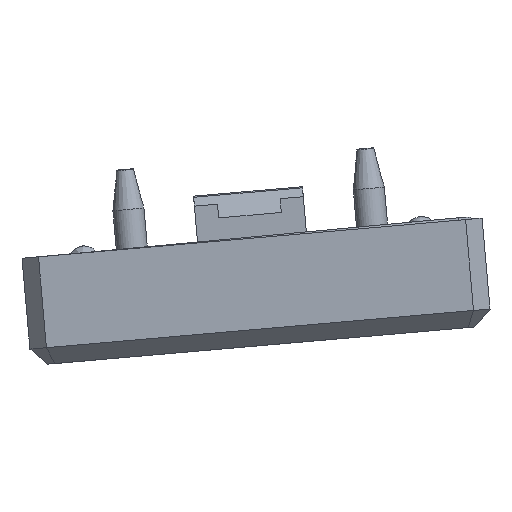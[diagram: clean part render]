
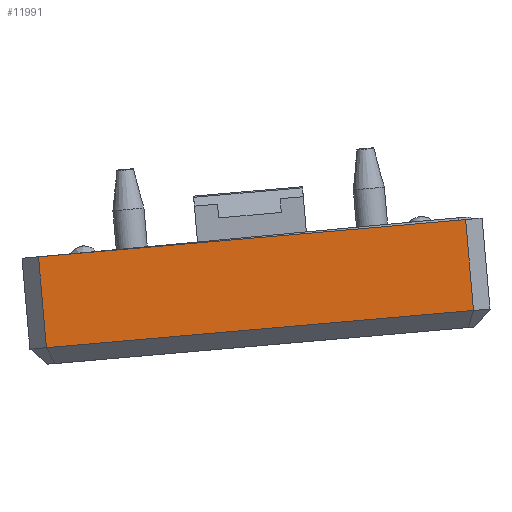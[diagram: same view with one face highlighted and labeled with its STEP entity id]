
A CAD part, left-side view. The second image highlights one B-rep face of the part: STEP entity #11991.
In plain terms, the highlighted planar face has unit normal (-1, 0, 0).
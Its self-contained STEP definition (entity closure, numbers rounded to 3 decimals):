
#435=LINE('',#17834,#1547);
#438=LINE('',#17840,#1550);
#441=LINE('',#17846,#1553);
#442=LINE('',#17847,#1554);
#1547=VECTOR('',#14292,10.);
#1550=VECTOR('',#14299,10.);
#1553=VECTOR('',#14304,10.);
#1554=VECTOR('',#14305,10.);
#2614=PLANE('',#12839);
#3461=FACE_OUTER_BOUND('',#4234,.T.);
#4234=EDGE_LOOP('',(#8867,#8868,#8869,#8870));
#5824=VERTEX_POINT('',#17829);
#5825=VERTEX_POINT('',#17833);
#5826=VERTEX_POINT('',#17839);
#5828=VERTEX_POINT('',#17845);
#7045=EDGE_CURVE('',#5825,#5824,#435,.T.);
#7048=EDGE_CURVE('',#5824,#5826,#438,.T.);
#7051=EDGE_CURVE('',#5828,#5825,#441,.T.);
#7052=EDGE_CURVE('',#5826,#5828,#442,.T.);
#8867=ORIENTED_EDGE('',*,*,#7045,.F.);
#8868=ORIENTED_EDGE('',*,*,#7051,.F.);
#8869=ORIENTED_EDGE('',*,*,#7052,.F.);
#8870=ORIENTED_EDGE('',*,*,#7048,.F.);
#11991=ADVANCED_FACE('',(#3461),#2614,.T.);
#12839=AXIS2_PLACEMENT_3D('',#17844,#14302,#14303);
#14292=DIRECTION('',(0.,1.,0.));
#14299=DIRECTION('',(0.,0.,1.));
#14302=DIRECTION('center_axis',(-1.,0.,0.));
#14303=DIRECTION('ref_axis',(0.,-1.,0.));
#14304=DIRECTION('',(0.,0.,-1.));
#14305=DIRECTION('',(0.,-1.,0.));
#17829=CARTESIAN_POINT('',(-74.,27.85,-9.85));
#17833=CARTESIAN_POINT('',(-74.,-27.85,-9.85));
#17834=CARTESIAN_POINT('',(-74.,13.925,-9.85));
#17839=CARTESIAN_POINT('',(-74.,27.85,2.));
#17840=CARTESIAN_POINT('',(-74.,27.85,0.));
#17844=CARTESIAN_POINT('Origin',(-74.,27.85,0.));
#17845=CARTESIAN_POINT('',(-74.,-27.85,2.));
#17846=CARTESIAN_POINT('',(-74.,-27.85,0.));
#17847=CARTESIAN_POINT('',(-74.,27.85,2.));
